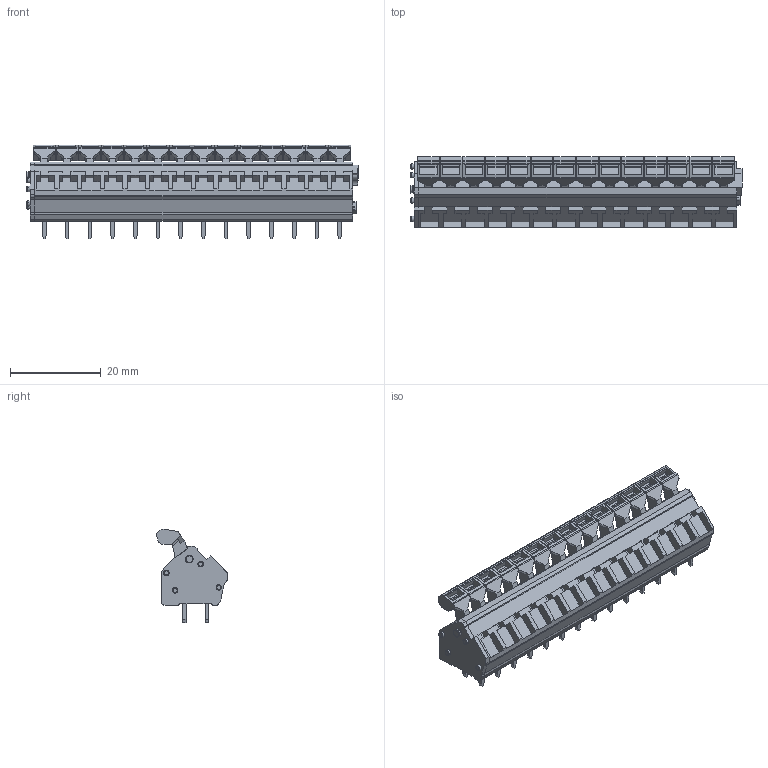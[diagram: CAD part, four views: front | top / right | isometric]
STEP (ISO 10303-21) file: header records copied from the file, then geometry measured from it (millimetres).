
FILE_DESCRIPTION(('CATIA V5 STEP Exchange','CAx-IF Rec.Pracs.--- Model Styling and Organization---1.4--- 2014-01-23'),'2;1');
FILE_NAME ('028344-2_0', '2022-08-09T09:51:52+00:00', ('none'), ('Weidmueller'), 'CATIA Version 5-6 Release 2016 SP3 HF44', 'CATIA V5 STEP AP214', 'none');
FILE_SCHEMA(('AUTOMOTIVE_DESIGN { 1 0 10303 214 1 1 1 1 }'));
Length unit declared in the file: millimetre
Products named in the file (1): 1958330000
Bounding box: 73.1 x 15.6 x 20.65 mm (x, y, z)
Volume: 10638.9 mm3; surface area: 7232.5 mm2
Topology: 44 solids, 44 shells, 1296 faces, 3497 edges, 2322 vertices
Faces by surface type: plane 1038, cylinder 234, cone 16, torus 8
Entity records: 39820 total; most frequent: CARTESIAN_POINT 7574, ORIENTED_EDGE 6994, DIRECTION 5369, EDGE_CURVE 3497, VECTOR 3001, LINE 3001, VERTEX_POINT 2322, AXIS2_PLACEMENT_3D 1355
